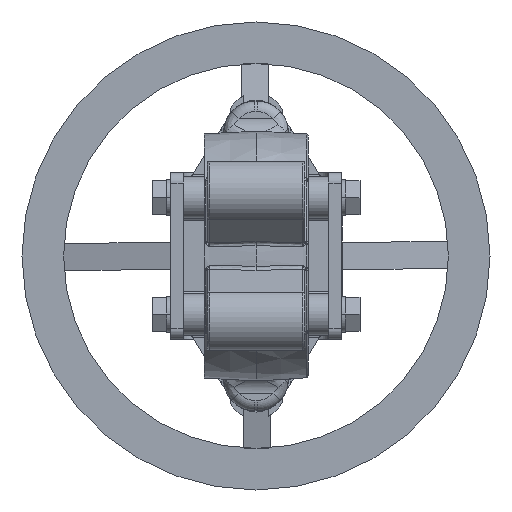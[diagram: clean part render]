
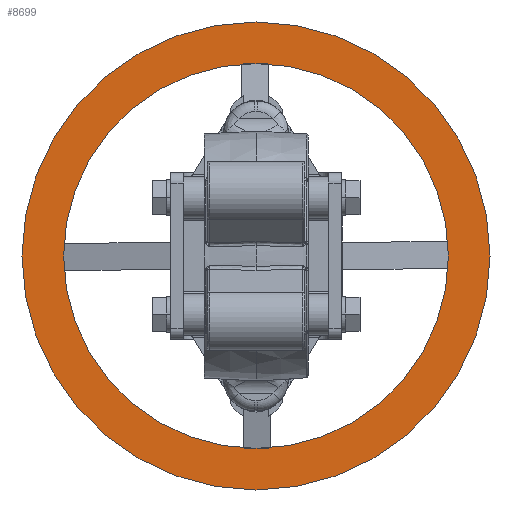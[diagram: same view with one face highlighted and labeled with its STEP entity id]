
A CAD part, front view. The second image highlights one B-rep face of the part: STEP entity #8699.
In plain terms, the highlighted planar face has unit normal (0, -1, 0).
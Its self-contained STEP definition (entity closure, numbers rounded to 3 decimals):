
#8493 = EDGE_LOOP ( 'NONE', ( #8693, #8697 ) ) ;
#8496 = EDGE_CURVE ( 'NONE', #8667, #8537, #10725, .T. ) ;
#8504 = VERTEX_POINT ( 'NONE', #10679 ) ;
#8537 = VERTEX_POINT ( 'NONE', #10620 ) ;
#8594 = EDGE_CURVE ( 'NONE', #8597, #8504, #10842, .T. ) ;
#8597 = VERTEX_POINT ( 'NONE', #10954 ) ;
#8667 = VERTEX_POINT ( 'NONE', #11149 ) ;
#8676 = EDGE_CURVE ( 'NONE', #8537, #8667, #11085, .T. ) ;
#8693 = ORIENTED_EDGE ( 'NONE', *, *, #8594, .F. ) ;
#8697 = ORIENTED_EDGE ( 'NONE', *, *, #8700, .F. ) ;
#8698 = EDGE_LOOP ( 'NONE', ( #8701, #8702 ) ) ;
#8699 = ADVANCED_FACE ( 'NONE', ( #11321, #11374 ), #11371, .F. ) ;
#8700 = EDGE_CURVE ( 'NONE', #8504, #8597, #11357, .T. ) ;
#8701 = ORIENTED_EDGE ( 'NONE', *, *, #8676, .T. ) ;
#8702 = ORIENTED_EDGE ( 'NONE', *, *, #8496, .T. ) ;
#10620 = CARTESIAN_POINT ( 'NONE',  ( -112.5, 313., 0. ) ) ;
#10679 = CARTESIAN_POINT ( 'NONE',  ( -92.5, 313., 0. ) ) ;
#10682 = DIRECTION ( 'NONE',  ( -1., 0., 0. ) ) ;
#10683 = DIRECTION ( 'NONE',  ( 0., -1., 0. ) ) ;
#10688 = CARTESIAN_POINT ( 'NONE',  ( 0., 313., 0. ) ) ;
#10702 = AXIS2_PLACEMENT_3D ( 'NONE', #10688, #10683, #10682 ) ;
#10725 = CIRCLE ( 'NONE', #10702, 112.5 ) ;
#10836 = DIRECTION ( 'NONE',  ( -1., 0., 0. ) ) ;
#10837 = DIRECTION ( 'NONE',  ( 0., -1., 0. ) ) ;
#10838 = CARTESIAN_POINT ( 'NONE',  ( 0., 313., 0. ) ) ;
#10839 = AXIS2_PLACEMENT_3D ( 'NONE', #10838, #10837, #10836 ) ;
#10842 = CIRCLE ( 'NONE', #10839, 92.5 ) ;
#10954 = CARTESIAN_POINT ( 'NONE',  ( 92.5, 313., 0. ) ) ;
#11083 = DIRECTION ( 'NONE',  ( -1., 0., 0. ) ) ;
#11084 = AXIS2_PLACEMENT_3D ( 'NONE', #11094, #11093, #11083 ) ;
#11085 = CIRCLE ( 'NONE', #11084, 112.5 ) ;
#11093 = DIRECTION ( 'NONE',  ( 0., -1., 0. ) ) ;
#11094 = CARTESIAN_POINT ( 'NONE',  ( 0., 313., 0. ) ) ;
#11149 = CARTESIAN_POINT ( 'NONE',  ( 112.5, 313., 0. ) ) ;
#11321 = FACE_BOUND ( 'NONE', #8493, .T. ) ;
#11332 = AXIS2_PLACEMENT_3D ( 'NONE', #11352, #11351, #11350 ) ;
#11342 = DIRECTION ( 'NONE',  ( -1., 0., 0. ) ) ;
#11343 = DIRECTION ( 'NONE',  ( 0., -1., 0. ) ) ;
#11344 = CARTESIAN_POINT ( 'NONE',  ( 0., 313., 0. ) ) ;
#11350 = DIRECTION ( 'NONE',  ( 1., 0., 0. ) ) ;
#11351 = DIRECTION ( 'NONE',  ( 0., 1., 0. ) ) ;
#11352 = CARTESIAN_POINT ( 'NONE',  ( 0., 313., 92.5 ) ) ;
#11357 = CIRCLE ( 'NONE', #11372, 92.5 ) ;
#11371 = PLANE ( 'NONE',  #11332 ) ;
#11372 = AXIS2_PLACEMENT_3D ( 'NONE', #11344, #11343, #11342 ) ;
#11374 = FACE_OUTER_BOUND ( 'NONE', #8698, .T. ) ;
